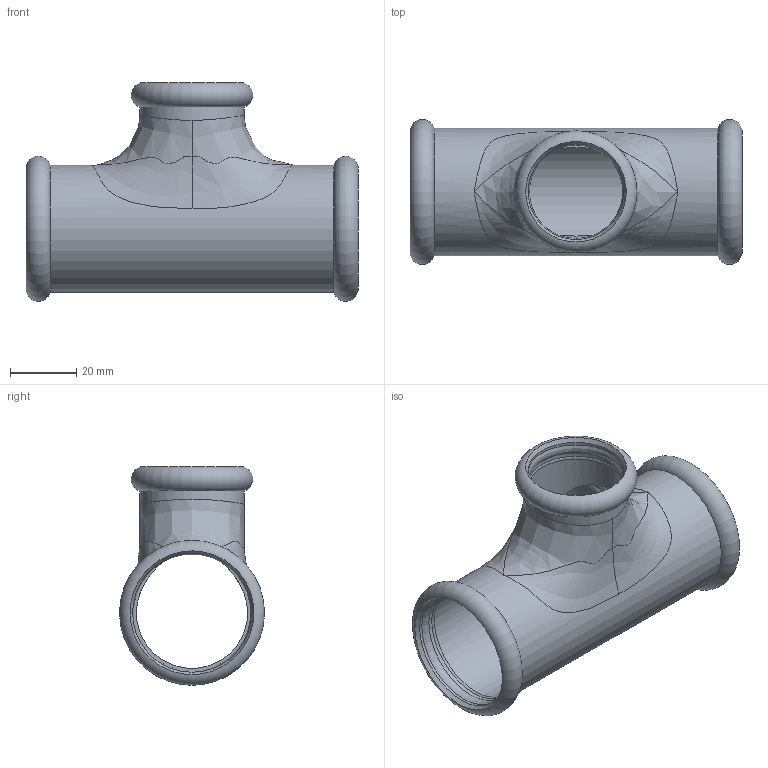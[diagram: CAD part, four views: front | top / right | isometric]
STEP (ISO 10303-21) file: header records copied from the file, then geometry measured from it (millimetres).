
FILE_DESCRIPTION(/* description */ ('TEE RIDOTTO STEELPRES 35-28-35 idroformato'),/* implementation_level */ '2;1');
FILE_NAME(/* name */ '392035028_Steelpres.stp',/* time_stamp */ '2022-10-24T15:09:36+02:00',/* author */ ('Vault'),/* organization */ ('Raccorderie metalliche s.p.a. '),/* preprocessor_version */ 'ST-DEVELOPER v18.1',/* originating_system */ 'Autodesk Inventor 2020',/* authorisation */ 'Raccorderie metalliche s.p.a. ');
FILE_SCHEMA (('AUTOMOTIVE_DESIGN { 1 0 10303 214 3 1 1 }'));
Length unit declared in the file: millimetre
Products named in the file (1): 392035028I_Steelpres
Bounding box: 100 x 43.68 x 65.84 mm (x, y, z)
Volume: 29936.3 mm3; surface area: 28226.8 mm2
Topology: 1 solids, 1 shells, 40 faces, 144 edges, 99 vertices
Faces by surface type: cylinder 12, bspline 12, torus 9, plane 4, cone 3
Full cylindrical faces by diameter (mm): 28.4 x1, 28.8 x2, 31.4 x1, 35.4 x2, 35.8 x4, 38.4 x1
Entity records: 3774 total; most frequent: CARTESIAN_POINT 2578, ORIENTED_EDGE 280, DIRECTION 216, EDGE_CURVE 140, AXIS2_PLACEMENT_3D 101, VERTEX_POINT 99, CIRCLE 72, B_SPLINE_CURVE_WITH_KNOTS 53
